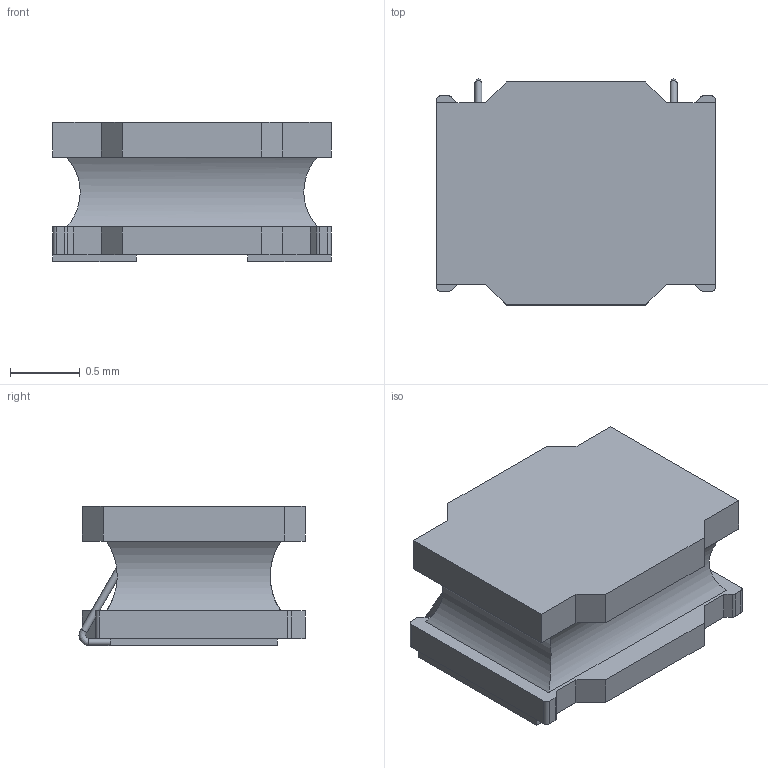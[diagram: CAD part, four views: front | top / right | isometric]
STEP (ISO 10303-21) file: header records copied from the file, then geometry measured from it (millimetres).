
FILE_DESCRIPTION(/* description */ ('Unknown'),/* implementation_level */ '2;1');
FILE_NAME(/* name */ 'L_Wurth_WE-LQS_2010',/* time_stamp */ '2022-03-08T10:48:06+08:00',/* author */ ('Unknown'),/* organization */ ('Unknown'),/* preprocessor_version */ 'ST-DEVELOPER v16.7',/* originating_system */ 'Solid Edge',/* authorisation */ 'Unknown');
FILE_SCHEMA (('AUTOMOTIVE_DESIGN {1 0 10303 214 3 1 1}'));
Length unit declared in the file: millimetre
Products named in the file (2): L_Wurth_WE-LQS_2010
Assembly tree (1 placements, depth 2):
  L_Wurth_WE-LQS_2010
    L_Wurth_WE-LQS_2010
Bounding box: 2 x 1.62 x 1 mm (x, y, z)
Volume: 2.4 mm3; surface area: 26 mm2
Topology: 6 solids, 6 shells, 78 faces, 186 edges, 124 vertices
Faces by surface type: plane 56, cylinder 20, bspline 2
Full cylindrical faces by diameter (mm): 0.05 x6, 1 x2
Entity records: 2642 total; most frequent: CARTESIAN_POINT 730, DIRECTION 352, ORIENTED_EDGE 344, EDGE_CURVE 172, LINE 136, VECTOR 136, VERTEX_POINT 120, AXIS2_PLACEMENT_3D 108
